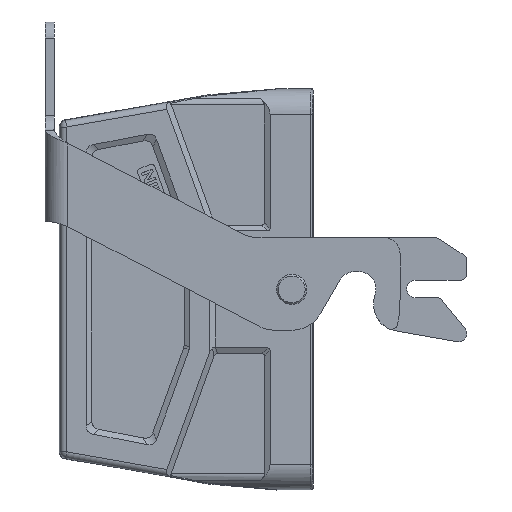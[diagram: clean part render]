
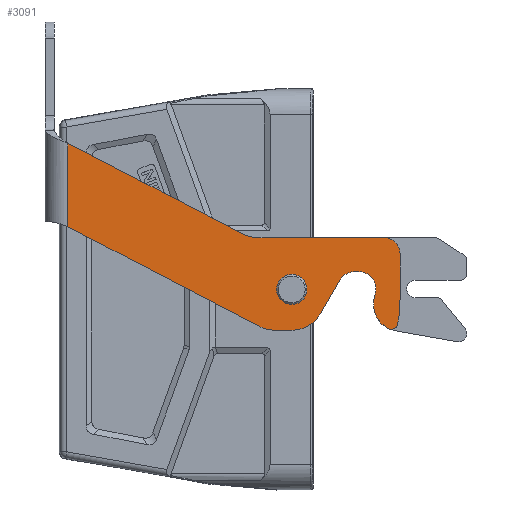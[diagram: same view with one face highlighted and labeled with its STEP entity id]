
A CAD part, left-side view. The second image highlights one B-rep face of the part: STEP entity #3091.
In plain terms, the highlighted planar face has unit normal (-1, 0, 0).
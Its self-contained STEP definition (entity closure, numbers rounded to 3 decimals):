
#1172=PLANE('',#10222);
#1447=LINE('',#14061,#2268);
#1448=LINE('',#14064,#2269);
#1449=LINE('',#14066,#2270);
#1450=LINE('',#14070,#2271);
#1451=LINE('',#14074,#2272);
#1452=LINE('',#14078,#2273);
#1453=LINE('',#14084,#2274);
#1454=LINE('',#14092,#2275);
#1455=LINE('',#14096,#2276);
#2268=VECTOR('',#11227,1.);
#2269=VECTOR('',#11228,1.);
#2270=VECTOR('',#11229,1.);
#2271=VECTOR('',#11232,1.);
#2272=VECTOR('',#11235,1.);
#2273=VECTOR('',#11238,1.);
#2274=VECTOR('',#11243,1.);
#2275=VECTOR('',#11250,1.);
#2276=VECTOR('',#11253,1.);
#3091=ADVANCED_FACE('NONE',(#3877,#3878),#1172,.F.);
#3877=FACE_BOUND('',#3999,.T.);
#3878=FACE_BOUND('',#4000,.T.);
#3999=EDGE_LOOP('',(#4658,#4659,#4660,#4661,#4662,#4663,#4664,#4665,#4666,
#4667,#4668,#4669,#4670,#4671,#4672,#4673,#4674,#4675,#4676));
#4000=EDGE_LOOP('',(#4677));
#4658=ORIENTED_EDGE('',*,*,#8459,.F.);
#4659=ORIENTED_EDGE('',*,*,#8460,.T.);
#4660=ORIENTED_EDGE('',*,*,#8461,.F.);
#4661=ORIENTED_EDGE('',*,*,#8462,.F.);
#4662=ORIENTED_EDGE('',*,*,#8463,.F.);
#4663=ORIENTED_EDGE('',*,*,#8464,.F.);
#4664=ORIENTED_EDGE('',*,*,#8465,.F.);
#4665=ORIENTED_EDGE('',*,*,#8466,.F.);
#4666=ORIENTED_EDGE('',*,*,#8467,.F.);
#4667=ORIENTED_EDGE('',*,*,#8468,.F.);
#4668=ORIENTED_EDGE('',*,*,#8469,.F.);
#4669=ORIENTED_EDGE('',*,*,#8470,.F.);
#4670=ORIENTED_EDGE('',*,*,#8471,.F.);
#4671=ORIENTED_EDGE('',*,*,#8472,.F.);
#4672=ORIENTED_EDGE('',*,*,#8473,.F.);
#4673=ORIENTED_EDGE('',*,*,#8474,.F.);
#4674=ORIENTED_EDGE('',*,*,#8475,.F.);
#4675=ORIENTED_EDGE('',*,*,#8476,.F.);
#4676=ORIENTED_EDGE('',*,*,#8477,.F.);
#4677=ORIENTED_EDGE('',*,*,#8457,.F.);
#7544=VERTEX_POINT('',#14057);
#7546=VERTEX_POINT('',#14062);
#7547=VERTEX_POINT('',#14063);
#7548=VERTEX_POINT('',#14065);
#7549=VERTEX_POINT('',#14067);
#7550=VERTEX_POINT('',#14069);
#7551=VERTEX_POINT('',#14071);
#7552=VERTEX_POINT('',#14073);
#7553=VERTEX_POINT('',#14075);
#7554=VERTEX_POINT('',#14077);
#7555=VERTEX_POINT('',#14079);
#7556=VERTEX_POINT('',#14081);
#7557=VERTEX_POINT('',#14083);
#7558=VERTEX_POINT('',#14085);
#7559=VERTEX_POINT('',#14087);
#7560=VERTEX_POINT('',#14089);
#7561=VERTEX_POINT('',#14091);
#7562=VERTEX_POINT('',#14093);
#7563=VERTEX_POINT('',#14095);
#7564=VERTEX_POINT('',#14097);
#8457=EDGE_CURVE('',#7544,#7544,#9901,.T.);
#8459=EDGE_CURVE('',#7546,#7547,#1447,.T.);
#8460=EDGE_CURVE('',#7546,#7548,#1448,.T.);
#8461=EDGE_CURVE('',#7549,#7548,#1449,.T.);
#8462=EDGE_CURVE('',#7550,#7549,#9903,.T.);
#8463=EDGE_CURVE('',#7551,#7550,#1450,.T.);
#8464=EDGE_CURVE('',#7552,#7551,#9904,.T.);
#8465=EDGE_CURVE('',#7553,#7552,#1451,.T.);
#8466=EDGE_CURVE('',#7554,#7553,#9905,.T.);
#8467=EDGE_CURVE('',#7555,#7554,#1452,.T.);
#8468=EDGE_CURVE('',#7556,#7555,#9906,.T.);
#8469=EDGE_CURVE('',#7557,#7556,#9907,.T.);
#8470=EDGE_CURVE('',#7558,#7557,#1453,.T.);
#8471=EDGE_CURVE('',#7559,#7558,#9908,.T.);
#8472=EDGE_CURVE('',#7560,#7559,#9909,.T.);
#8473=EDGE_CURVE('',#7561,#7560,#9910,.T.);
#8474=EDGE_CURVE('',#7562,#7561,#1454,.T.);
#8475=EDGE_CURVE('',#7563,#7562,#9911,.T.);
#8476=EDGE_CURVE('',#7564,#7563,#1455,.T.);
#8477=EDGE_CURVE('',#7547,#7564,#9912,.T.);
#9901=CIRCLE('',#10209,4.15);
#9903=CIRCLE('',#10212,9.85);
#9904=CIRCLE('',#10213,9.85);
#9905=CIRCLE('',#10214,5.15);
#9906=CIRCLE('',#10215,5.15);
#9907=CIRCLE('',#10216,9.85);
#9908=CIRCLE('',#10217,7.85);
#9909=CIRCLE('',#10218,1.85);
#9910=CIRCLE('',#10219,39.85);
#9911=CIRCLE('',#10220,4.85);
#9912=CIRCLE('',#10221,10.2);
#10209=AXIS2_PLACEMENT_3D('',#14056,#11221,#11222);
#10212=AXIS2_PLACEMENT_3D('',#14068,#11230,#11231);
#10213=AXIS2_PLACEMENT_3D('',#14072,#11233,#11234);
#10214=AXIS2_PLACEMENT_3D('',#14076,#11236,#11237);
#10215=AXIS2_PLACEMENT_3D('',#14080,#11239,#11240);
#10216=AXIS2_PLACEMENT_3D('',#14082,#11241,#11242);
#10217=AXIS2_PLACEMENT_3D('',#14086,#11244,#11245);
#10218=AXIS2_PLACEMENT_3D('',#14088,#11246,#11247);
#10219=AXIS2_PLACEMENT_3D('',#14090,#11248,#11249);
#10220=AXIS2_PLACEMENT_3D('',#14094,#11251,#11252);
#10221=AXIS2_PLACEMENT_3D('',#14098,#11254,#11255);
#10222=AXIS2_PLACEMENT_3D('',#14099,#11256,#11257);
#11221=DIRECTION('',(-1.,0.,0.));
#11222=DIRECTION('',(0.,-1.,0.));
#11227=DIRECTION('',(0.,-0.887,-0.462));
#11228=DIRECTION('',(0.,0.,-1.));
#11229=DIRECTION('',(0.,0.887,0.462));
#11230=DIRECTION('',(1.,0.,0.));
#11231=DIRECTION('',(0.,-1.,0.));
#11232=DIRECTION('',(0.,1.,0.));
#11233=DIRECTION('',(1.,0.,0.));
#11234=DIRECTION('',(0.,-1.,0.));
#11235=DIRECTION('',(0.,0.5,-0.866));
#11236=DIRECTION('',(-1.,0.,0.));
#11237=DIRECTION('',(0.,-1.,0.));
#11238=DIRECTION('',(0.,1.,0.));
#11239=DIRECTION('',(-1.,0.,0.));
#11240=DIRECTION('',(0.,-1.,0.));
#11241=DIRECTION('',(1.,0.,0.));
#11242=DIRECTION('',(0.,-1.,0.));
#11243=DIRECTION('',(0.,0.,1.));
#11244=DIRECTION('',(1.,0.,0.));
#11245=DIRECTION('',(0.,-1.,0.));
#11246=DIRECTION('',(1.,0.,0.));
#11247=DIRECTION('',(0.,1.,0.));
#11248=DIRECTION('',(1.,0.,0.));
#11249=DIRECTION('',(0.,1.,0.));
#11250=DIRECTION('',(0.,0.,-1.));
#11251=DIRECTION('',(1.,0.,0.));
#11252=DIRECTION('',(0.,-1.,0.));
#11253=DIRECTION('',(0.,-1.,0.));
#11254=DIRECTION('',(-1.,0.,0.));
#11255=DIRECTION('',(0.,1.,0.));
#11256=DIRECTION('',(1.,0.,0.));
#11257=DIRECTION('',(0.,-1.,0.));
#14056=CARTESIAN_POINT('',(-26.1,-48.085,0.));
#14057=CARTESIAN_POINT('',(-26.1,-52.235,0.));
#14061=CARTESIAN_POINT('',(-26.1,-33.271,16.652));
#14062=CARTESIAN_POINT('',(-26.1,18.915,43.809));
#14063=CARTESIAN_POINT('',(-26.1,-33.271,16.652));
#14064=CARTESIAN_POINT('',(-26.1,18.915,75.1));
#14065=CARTESIAN_POINT('',(-26.1,18.915,18.783));
#14066=CARTESIAN_POINT('',(-26.1,19.629,19.154));
#14067=CARTESIAN_POINT('',(-26.1,-38.486,-11.088));
#14068=CARTESIAN_POINT('',(-26.1,-43.033,-2.35));
#14069=CARTESIAN_POINT('',(-26.1,-43.033,-12.2));
#14070=CARTESIAN_POINT('',(-26.1,-43.033,-12.2));
#14071=CARTESIAN_POINT('',(-26.1,-48.132,-12.2));
#14072=CARTESIAN_POINT('',(-26.1,-48.132,-2.35));
#14073=CARTESIAN_POINT('',(-26.1,-56.663,-7.274));
#14074=CARTESIAN_POINT('',(-26.1,-62.433,2.724));
#14075=CARTESIAN_POINT('',(-26.1,-62.433,2.724));
#14076=CARTESIAN_POINT('',(-26.1,-66.894,0.15));
#14077=CARTESIAN_POINT('',(-26.1,-66.894,5.3));
#14078=CARTESIAN_POINT('',(-26.1,-68.135,5.3));
#14079=CARTESIAN_POINT('',(-26.1,-68.135,5.3));
#14080=CARTESIAN_POINT('',(-26.1,-68.135,0.15));
#14081=CARTESIAN_POINT('',(-26.1,-73.044,-1.405));
#14082=CARTESIAN_POINT('',(-26.1,-82.435,-4.379));
#14083=CARTESIAN_POINT('',(-26.1,-72.585,-4.379));
#14084=CARTESIAN_POINT('',(-26.1,-72.585,-4.652));
#14085=CARTESIAN_POINT('',(-26.1,-72.585,-4.652));
#14086=CARTESIAN_POINT('',(-26.1,-80.435,-4.652));
#14087=CARTESIAN_POINT('',(-26.1,-77.162,-11.787));
#14088=CARTESIAN_POINT('',(-26.1,-77.933,-10.105));
#14089=CARTESIAN_POINT('',(-26.1,-79.749,-10.459));
#14090=CARTESIAN_POINT('',(-26.1,-40.632,-2.85));
#14091=CARTESIAN_POINT('',(-26.1,-80.482,-2.39));
#14092=CARTESIAN_POINT('',(-26.1,-80.482,10.65));
#14093=CARTESIAN_POINT('',(-26.1,-80.482,10.65));
#14094=CARTESIAN_POINT('',(-26.1,-75.632,10.65));
#14095=CARTESIAN_POINT('',(-26.1,-75.632,15.5));
#14096=CARTESIAN_POINT('',(-26.1,-90.94,15.5));
#14097=CARTESIAN_POINT('',(-26.1,-37.98,15.5));
#14098=CARTESIAN_POINT('',(-26.1,-37.98,25.7));
#14099=CARTESIAN_POINT('',(-26.1,33.515,75.1));
